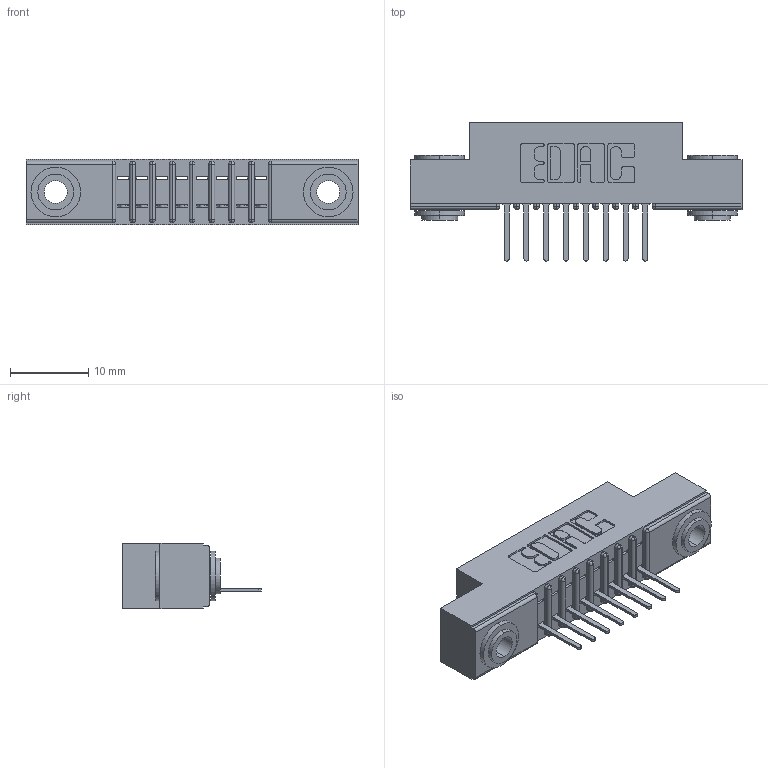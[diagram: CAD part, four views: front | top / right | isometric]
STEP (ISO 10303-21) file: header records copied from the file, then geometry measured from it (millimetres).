
FILE_DESCRIPTION (( 'STEP AP203' ), '1' );
FILE_NAME ('341-008-521-103.STEP', '2019-08-09T15:58:37', ( '' ), ( '' ), 'SwSTEP 2.0', 'SolidWorks 2016', '' );
FILE_SCHEMA (( 'CONFIG_CONTROL_DESIGN' ));
Length unit declared in the file: inch
Products named in the file (4): 341 Part_.156 (3.96) Dia Mounting Holes; 345-250-002_345-250-002-102; 341-292-001_341-292-121; 341-008-521-103
Assembly tree (11 placements, depth 2):
  341-008-521-103
    341 Part_.156 (3.96) Dia Mounting Holes
    341-292-001_341-292-121  x8
    345-250-002_345-250-002-102  x2
Bounding box: 42.55 x 17.7 x 8.38 mm (x, y, z)
Volume: 2410.4 mm3; surface area: 4055 mm2
Topology: 11 solids, 11 shells, 824 faces, 2324 edges, 1494 vertices
Faces by surface type: plane 500, cylinder 284, sphere 18, torus 14, cone 8
Entity records: 15020 total; most frequent: CARTESIAN_POINT 2513, ORIENTED_EDGE 2492, DIRECTION 2470, EDGE_CURVE 1246, VECTOR 960, LINE 960, VERTEX_POINT 798, AXIS2_PLACEMENT_3D 755
